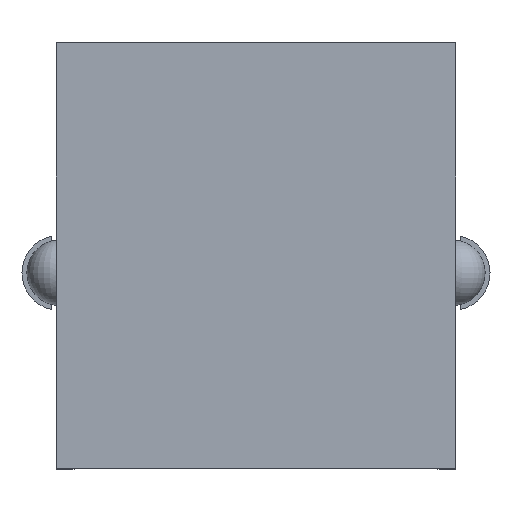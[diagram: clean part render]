
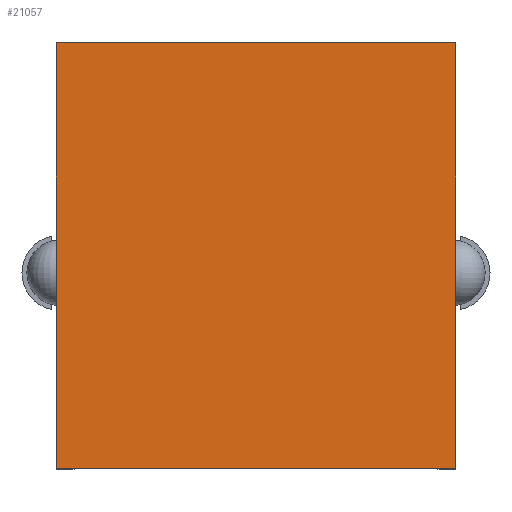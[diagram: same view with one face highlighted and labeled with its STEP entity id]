
A CAD part, top view. The second image highlights one B-rep face of the part: STEP entity #21057.
In plain terms, the highlighted planar face has unit normal (0, 0, 1).
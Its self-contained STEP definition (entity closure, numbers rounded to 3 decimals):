
#677 = ORIENTED_EDGE ( 'NONE', *, *, #5669, .T. ) ;
#1124 = CARTESIAN_POINT ( 'NONE',  ( 6.1, 5.5, 14.6 ) ) ;
#2009 = DIRECTION ( 'NONE',  ( 1., 0., 0. ) ) ;
#4348 = DIRECTION ( 'NONE',  ( -1., 0., 0. ) ) ;
#4533 = EDGE_LOOP ( 'NONE', ( #8317, #677, #18831, #21510 ) ) ;
#4755 = DIRECTION ( 'NONE',  ( 1., 0., 0. ) ) ;
#5669 = EDGE_CURVE ( 'NONE', #25065, #16323, #10509, .T. ) ;
#6227 = LINE ( 'NONE', #7749, #8643 ) ;
#7749 = CARTESIAN_POINT ( 'NONE',  ( 7.15, 5.5, 14.6 ) ) ;
#7882 = LINE ( 'NONE', #15584, #22850 ) ;
#8317 = ORIENTED_EDGE ( 'NONE', *, *, #18211, .T. ) ;
#8643 = VECTOR ( 'NONE', #4348, 1000. ) ;
#9768 = CARTESIAN_POINT ( 'NONE',  ( -6.1, 5.5, 14.6 ) ) ;
#10509 = LINE ( 'NONE', #18580, #13058 ) ;
#11069 = VECTOR ( 'NONE', #4755, 1000. ) ;
#11884 = FACE_OUTER_BOUND ( 'NONE', #4533, .T. ) ;
#13058 = VECTOR ( 'NONE', #14545, 1000. ) ;
#14545 = DIRECTION ( 'NONE',  ( 0., -1., 0. ) ) ;
#15584 = CARTESIAN_POINT ( 'NONE',  ( 6.1, 7.5, 14.6 ) ) ;
#15696 = EDGE_CURVE ( 'NONE', #21859, #17515, #7882, .T. ) ;
#16323 = VERTEX_POINT ( 'NONE', #21017 ) ;
#16613 = LINE ( 'NONE', #24339, #11069 ) ;
#17515 = VERTEX_POINT ( 'NONE', #1124 ) ;
#18211 = EDGE_CURVE ( 'NONE', #17515, #25065, #6227, .T. ) ;
#18580 = CARTESIAN_POINT ( 'NONE',  ( -6.1, 7.5, 14.6 ) ) ;
#18831 = ORIENTED_EDGE ( 'NONE', *, *, #22189, .T. ) ;
#19218 = PLANE ( 'NONE',  #20334 ) ;
#20334 = AXIS2_PLACEMENT_3D ( 'NONE', #23278, #21378, #2009 ) ;
#21017 = CARTESIAN_POINT ( 'NONE',  ( -6.1, -7.5, 14.6 ) ) ;
#21057 = ADVANCED_FACE ( 'NONE', ( #11884 ), #19218, .T. ) ;
#21378 = DIRECTION ( 'NONE',  ( 0., 0., 1. ) ) ;
#21510 = ORIENTED_EDGE ( 'NONE', *, *, #15696, .T. ) ;
#21859 = VERTEX_POINT ( 'NONE', #23022 ) ;
#22189 = EDGE_CURVE ( 'NONE', #16323, #21859, #16613, .T. ) ;
#22850 = VECTOR ( 'NONE', #24840, 1000. ) ;
#23022 = CARTESIAN_POINT ( 'NONE',  ( 6.1, -7.5, 14.6 ) ) ;
#23278 = CARTESIAN_POINT ( 'NONE',  ( 0., 0., 14.6 ) ) ;
#24339 = CARTESIAN_POINT ( 'NONE',  ( -6.1, -7.5, 14.6 ) ) ;
#24840 = DIRECTION ( 'NONE',  ( 0., 1., 0. ) ) ;
#25065 = VERTEX_POINT ( 'NONE', #9768 ) ;
